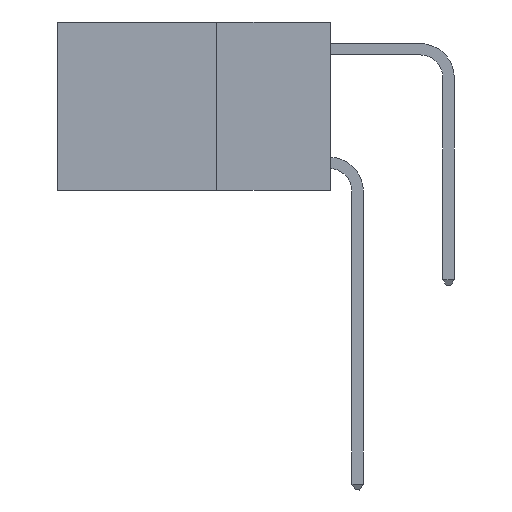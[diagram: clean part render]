
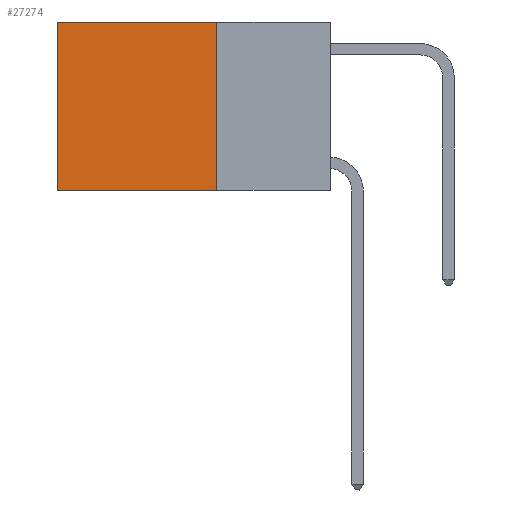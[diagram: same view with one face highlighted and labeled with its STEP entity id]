
A CAD part, left-side view. The second image highlights one B-rep face of the part: STEP entity #27274.
In plain terms, the highlighted planar face has unit normal (-1, 0, 0).
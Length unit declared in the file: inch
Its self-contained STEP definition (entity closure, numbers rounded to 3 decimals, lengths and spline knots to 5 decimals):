
#364 = CARTESIAN_POINT ( 'NONE',  ( 0.2625, 0.25, -0.37 ) ) ;
#588 = LINE ( 'NONE', #2946, #20230 ) ;
#728 = VECTOR ( 'NONE', #27350, 39.37008 ) ;
#2946 = CARTESIAN_POINT ( 'NONE',  ( 0.2625, 0.25, -0.37 ) ) ;
#3988 = EDGE_CURVE ( 'NONE', #12499, #18799, #11126, .T. ) ;
#4953 = ORIENTED_EDGE ( 'NONE', *, *, #26743, .T. ) ;
#6627 = ORIENTED_EDGE ( 'NONE', *, *, #24772, .F. ) ;
#8094 = LINE ( 'NONE', #20482, #12377 ) ;
#8738 = PLANE ( 'NONE',  #25561 ) ;
#10007 = CARTESIAN_POINT ( 'NONE',  ( 0.2625, 0.25, 0. ) ) ;
#10804 = EDGE_LOOP ( 'NONE', ( #4953, #6627, #14322, #23719 ) ) ;
#11126 = LINE ( 'NONE', #13685, #30208 ) ;
#11941 = CARTESIAN_POINT ( 'NONE',  ( 0.2625, 0.6, 0. ) ) ;
#12377 = VECTOR ( 'NONE', #20644, 39.37008 ) ;
#12499 = VERTEX_POINT ( 'NONE', #10007 ) ;
#13685 = CARTESIAN_POINT ( 'NONE',  ( 0.2625, 0.25, 0. ) ) ;
#13971 = DIRECTION ( 'NONE',  ( 0., 0., -1. ) ) ;
#14123 = FACE_OUTER_BOUND ( 'NONE', #10804, .T. ) ;
#14322 = ORIENTED_EDGE ( 'NONE', *, *, #3988, .F. ) ;
#17009 = VERTEX_POINT ( 'NONE', #11941 ) ;
#17981 = LINE ( 'NONE', #29719, #728 ) ;
#18799 = VERTEX_POINT ( 'NONE', #364 ) ;
#19098 = DIRECTION ( 'NONE',  ( 0., 0., -1. ) ) ;
#20230 = VECTOR ( 'NONE', #21959, 39.37008 ) ;
#20482 = CARTESIAN_POINT ( 'NONE',  ( 0.2625, 0.25, 0. ) ) ;
#20644 = DIRECTION ( 'NONE',  ( 0., 1., 0. ) ) ;
#21959 = DIRECTION ( 'NONE',  ( 0., 1., 0. ) ) ;
#23719 = ORIENTED_EDGE ( 'NONE', *, *, #27187, .T. ) ;
#23799 = CARTESIAN_POINT ( 'NONE',  ( 0.2625, 0.6, -0.37 ) ) ;
#24772 = EDGE_CURVE ( 'NONE', #18799, #26921, #588, .T. ) ;
#25561 = AXIS2_PLACEMENT_3D ( 'NONE', #28555, #28084, #13971 ) ;
#26743 = EDGE_CURVE ( 'NONE', #17009, #26921, #17981, .T. ) ;
#26921 = VERTEX_POINT ( 'NONE', #23799 ) ;
#27187 = EDGE_CURVE ( 'NONE', #12499, #17009, #8094, .T. ) ;
#27274 = ADVANCED_FACE ( 'NONE', ( #14123 ), #8738, .F. ) ;
#27350 = DIRECTION ( 'NONE',  ( 0., 0., -1. ) ) ;
#28084 = DIRECTION ( 'NONE',  ( 1., 0., 0. ) ) ;
#28555 = CARTESIAN_POINT ( 'NONE',  ( 0.2625, 0.25, 0. ) ) ;
#29719 = CARTESIAN_POINT ( 'NONE',  ( 0.2625, 0.6, 0. ) ) ;
#30208 = VECTOR ( 'NONE', #19098, 39.37008 ) ;
